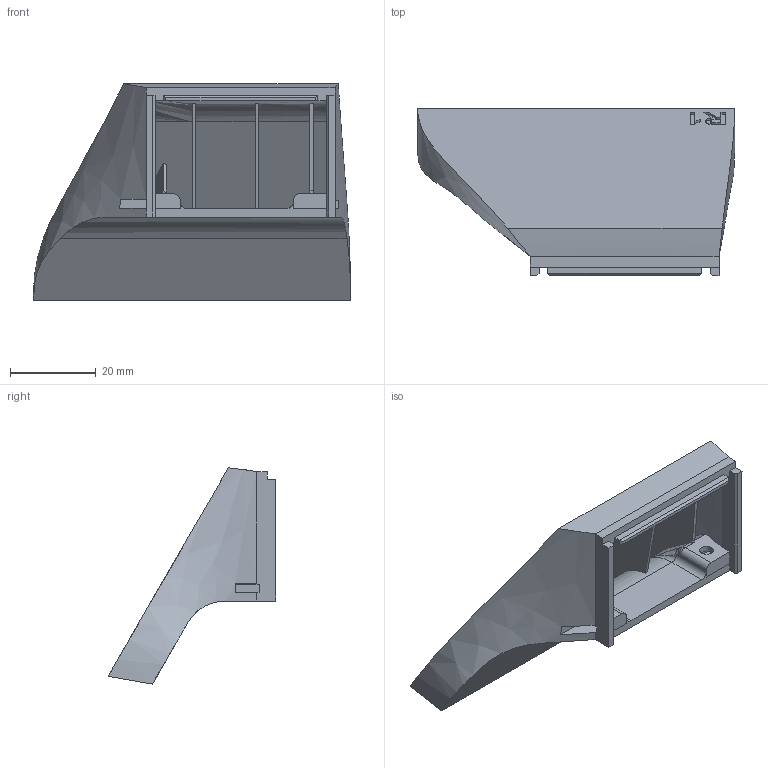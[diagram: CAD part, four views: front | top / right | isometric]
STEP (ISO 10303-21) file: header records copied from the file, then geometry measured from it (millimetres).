
FILE_DESCRIPTION(/* description */ (''),/* implementation_level */ '2;1');
FILE_NAME(/* name */ 'SL1-BLOWER.step',/* time_stamp */ '2019-08-13T13:00:04+02:00',/* author */ (''),/* organization */ (''),/* preprocessor_version */ 'ST-DEVELOPER v18',/* originating_system */ 'Autodesk Translation Framework v8.2.0.1029',/* authorisation */ '');
FILE_SCHEMA (('AUTOMOTIVE_DESIGN { 1 0 10303 214 3 1 1 }'));
Length unit declared in the file: millimetre
Products named in the file (1): BLOWER
Bounding box: 74 x 39.21 x 50.49 mm (x, y, z)
Volume: 17868 mm3; surface area: 18951.7 mm2
Topology: 1 solids, 1 shells, 160 faces, 471 edges, 307 vertices
Faces by surface type: plane 106, bspline 30, cylinder 20, sphere 2, torus 2
Full cylindrical faces by diameter (mm): 3.2 x4
Entity records: 5950 total; most frequent: CARTESIAN_POINT 1867, ORIENTED_EDGE 938, DIRECTION 686, EDGE_CURVE 469, LINE 310, VECTOR 310, VERTEX_POINT 307, AXIS2_PLACEMENT_3D 188
